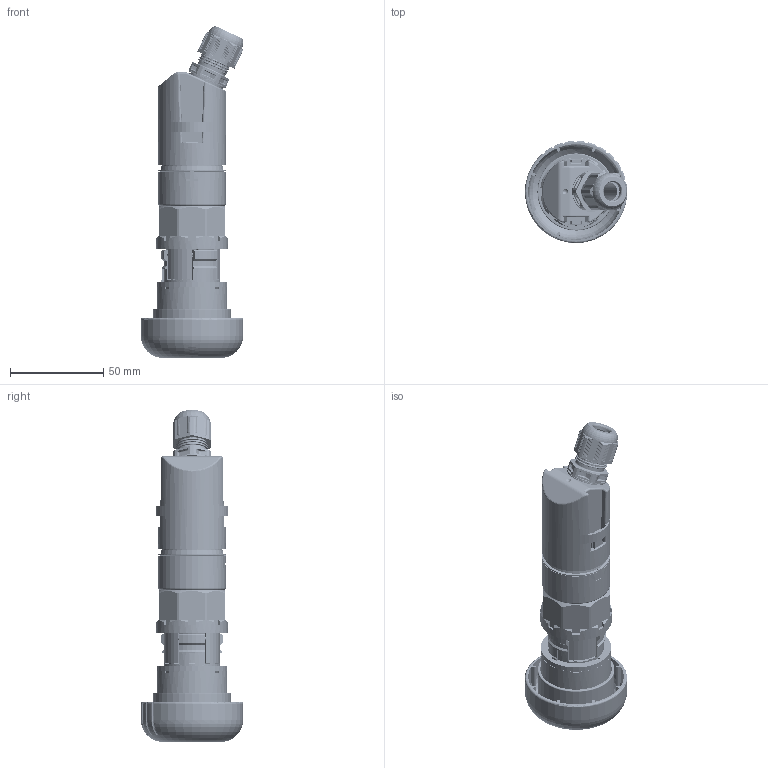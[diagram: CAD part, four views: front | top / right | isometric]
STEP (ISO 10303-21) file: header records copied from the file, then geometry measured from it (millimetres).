
FILE_DESCRIPTION (( 'STEP AP203' ), '1' );
FILE_NAME ('8003-1_1-015-ap203.STEP', '2012-11-02T09:35:26', ( 'Admin' ), ( 'R. STAHL AG' ), 'SwSTEP 2.0', 'SolidWorks 2012', '' );
FILE_SCHEMA (( 'CONFIG_CONTROL_DESIGN' ));
Products named in the file (35): 8003-1_1-015-ap203; 80_139_01_14_0; 81_610_76_01_0_Erweitert; Anschlussgewindedichtung_M16; 81_610_76_01_0_Hutmutter_Erweitert; 81_610_76_01_0_Dichtung; 81_610_76_01_0_Stutzen_Erweitert; 86_020_01_07_0_3d export; 86_029_01_84_0_86 029 30 85 0-Rot; 86_029_23_55_0_Drucktaster; 86_029_07_95_0; 562_606_0; 515_654_0; 86_029_10_92_0; 86_029_09_94_0_eingebaut; 86_029_11_92_0; 86_029_02_15_0_86 029 02 15 0; 86_029_19_15_0; 505_622_0; 86_029_01_94_0; 86_029_06_24_0_Ohne Text; 86_029_14_80_0; 520_582_0; 80_130_01_62_0; Klemmenblock; 80_139_01_94_0_gesteckt; Zugfeder_Wago_22091999mon.prt; 80_139_02_57_0; 80_139_01_54_0_lang; 80_139_02_51_0; 80_139_01_66_0; 80_139_01_66_0_Dichtung_angepasst; 80_139_01_66_0_ohne Dichtung; 80_039_02_51_0
Assembly tree (39 placements, depth 4):
  8003-1_1-015-ap203
    80_039_02_51_0
      80_039_02_51_0
    80_139_01_66_0
      80_139_01_66_0_ohne Dichtung
      80_139_01_66_0_Dichtung_angepasst
    80_139_02_51_0
    80_130_01_62_0  x4
      80_139_01_54_0_lang
      Klemmenblock
        80_139_02_57_0
        Zugfeder_Wago_22091999mon.prt  x2
        80_139_01_94_0_gesteckt
    520_582_0
    86_020_01_07_0_3d export
      86_029_14_80_0
      86_029_06_24_0_Ohne Text
      86_029_01_94_0
      505_622_0
      86_029_19_15_0
      86_029_02_15_0_86 029 02 15 0
      86_029_11_92_0
      86_029_09_94_0_eingebaut
      86_029_10_92_0  x2
      515_654_0
      562_606_0
      86_029_07_95_0
      86_029_23_55_0_Drucktaster
      86_029_01_84_0_86 029 30 85 0-Rot
    81_610_76_01_0_Erweitert
      81_610_76_01_0_Stutzen_Erweitert
      81_610_76_01_0_Dichtung
      81_610_76_01_0_Hutmutter_Erweitert
      Anschlussgewindedichtung_M16
    80_139_01_14_0
Bounding box: 54.97 x 54.99 x 178.48 mm (x, y, z)
Volume: 85984.8 mm3; surface area: 117382.6 mm2
Topology: 45 solids, 45 shells, 6110 faces, 16653 edges, 10638 vertices
Faces by surface type: plane 2961, cylinder 1571, bspline 667, cone 511, torus 317, sphere 83
Entity records: 184493 total; most frequent: CARTESIAN_POINT 75178, ORIENTED_EDGE 23402, DIRECTION 20749, EDGE_CURVE 11701, VERTEX_POINT 7495, AXIS2_PLACEMENT_3D 7416, LINE 5917, VECTOR 5917
